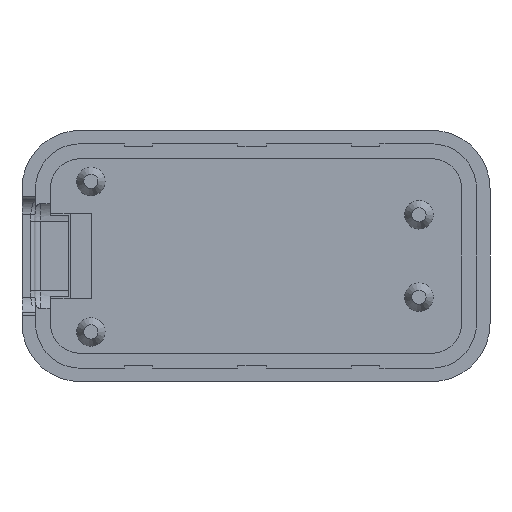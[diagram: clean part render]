
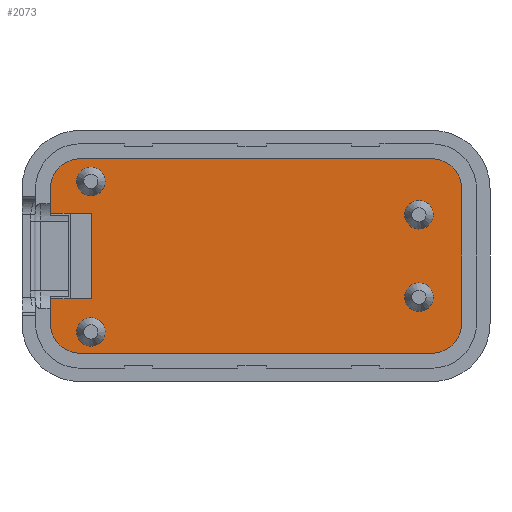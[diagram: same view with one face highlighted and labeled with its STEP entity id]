
A CAD part, front view. The second image highlights one B-rep face of the part: STEP entity #2073.
In plain terms, the highlighted planar face has unit normal (0, -1, 0).
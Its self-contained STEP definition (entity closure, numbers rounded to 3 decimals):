
#18=FACE_BOUND('',#740,.T.);
#19=FACE_BOUND('',#741,.T.);
#20=FACE_BOUND('',#742,.T.);
#21=FACE_BOUND('',#743,.T.);
#39=PLANE('',#2238);
#124=LINE('',#3444,#351);
#146=LINE('',#3531,#373);
#152=LINE('',#3542,#379);
#158=LINE('',#3553,#385);
#159=LINE('',#3556,#386);
#160=LINE('',#3560,#387);
#161=LINE('',#3564,#388);
#162=LINE('',#3568,#389);
#351=VECTOR('',#2437,10.);
#373=VECTOR('',#2535,10.);
#379=VECTOR('',#2545,10.);
#385=VECTOR('',#2557,10.);
#386=VECTOR('',#2560,10.);
#387=VECTOR('',#2563,10.);
#388=VECTOR('',#2566,10.);
#389=VECTOR('',#2569,10.);
#624=FACE_OUTER_BOUND('',#739,.T.);
#739=EDGE_LOOP('',(#1608,#1609,#1610,#1611,#1612,#1613,#1614,#1615,#1616,
#1617,#1618,#1619));
#740=EDGE_LOOP('',(#1620));
#741=EDGE_LOOP('',(#1621));
#742=EDGE_LOOP('',(#1622));
#743=EDGE_LOOP('',(#1623));
#857=CIRCLE('',#2239,2.1);
#858=CIRCLE('',#2240,2.1);
#859=CIRCLE('',#2241,2.1);
#860=CIRCLE('',#2242,2.098);
#861=CIRCLE('',#2243,1.);
#862=CIRCLE('',#2244,1.);
#863=CIRCLE('',#2245,1.);
#864=CIRCLE('',#2246,1.);
#941=VERTEX_POINT('',#3441);
#942=VERTEX_POINT('',#3443);
#968=VERTEX_POINT('',#3528);
#969=VERTEX_POINT('',#3530);
#972=VERTEX_POINT('',#3541);
#975=VERTEX_POINT('',#3555);
#976=VERTEX_POINT('',#3557);
#977=VERTEX_POINT('',#3559);
#978=VERTEX_POINT('',#3561);
#979=VERTEX_POINT('',#3563);
#980=VERTEX_POINT('',#3565);
#981=VERTEX_POINT('',#3567);
#982=VERTEX_POINT('',#3570);
#983=VERTEX_POINT('',#3572);
#984=VERTEX_POINT('',#3574);
#985=VERTEX_POINT('',#3576);
#1159=EDGE_CURVE('',#941,#942,#124,.F.);
#1202=EDGE_CURVE('',#969,#968,#146,.T.);
#1208=EDGE_CURVE('',#972,#969,#152,.T.);
#1214=EDGE_CURVE('',#941,#972,#158,.T.);
#1215=EDGE_CURVE('',#975,#968,#159,.F.);
#1216=EDGE_CURVE('',#976,#975,#857,.F.);
#1217=EDGE_CURVE('',#977,#976,#160,.F.);
#1218=EDGE_CURVE('',#978,#977,#858,.F.);
#1219=EDGE_CURVE('',#979,#978,#161,.F.);
#1220=EDGE_CURVE('',#980,#979,#859,.F.);
#1221=EDGE_CURVE('',#981,#980,#162,.F.);
#1222=EDGE_CURVE('',#942,#981,#860,.F.);
#1223=EDGE_CURVE('',#982,#982,#861,.T.);
#1224=EDGE_CURVE('',#983,#983,#862,.T.);
#1225=EDGE_CURVE('',#984,#984,#863,.T.);
#1226=EDGE_CURVE('',#985,#985,#864,.T.);
#1608=ORIENTED_EDGE('',*,*,#1214,.T.);
#1609=ORIENTED_EDGE('',*,*,#1208,.T.);
#1610=ORIENTED_EDGE('',*,*,#1202,.T.);
#1611=ORIENTED_EDGE('',*,*,#1215,.F.);
#1612=ORIENTED_EDGE('',*,*,#1216,.F.);
#1613=ORIENTED_EDGE('',*,*,#1217,.F.);
#1614=ORIENTED_EDGE('',*,*,#1218,.F.);
#1615=ORIENTED_EDGE('',*,*,#1219,.F.);
#1616=ORIENTED_EDGE('',*,*,#1220,.F.);
#1617=ORIENTED_EDGE('',*,*,#1221,.F.);
#1618=ORIENTED_EDGE('',*,*,#1222,.F.);
#1619=ORIENTED_EDGE('',*,*,#1159,.F.);
#1620=ORIENTED_EDGE('',*,*,#1223,.T.);
#1621=ORIENTED_EDGE('',*,*,#1224,.T.);
#1622=ORIENTED_EDGE('',*,*,#1225,.T.);
#1623=ORIENTED_EDGE('',*,*,#1226,.T.);
#2073=ADVANCED_FACE('',(#624,#18,#19,#20,#21),#39,.F.);
#2238=AXIS2_PLACEMENT_3D('',#3554,#2558,#2559);
#2239=AXIS2_PLACEMENT_3D('',#3558,#2561,#2562);
#2240=AXIS2_PLACEMENT_3D('',#3562,#2564,#2565);
#2241=AXIS2_PLACEMENT_3D('',#3566,#2567,#2568);
#2242=AXIS2_PLACEMENT_3D('',#3569,#2570,#2571);
#2243=AXIS2_PLACEMENT_3D('',#3571,#2572,#2573);
#2244=AXIS2_PLACEMENT_3D('',#3573,#2574,#2575);
#2245=AXIS2_PLACEMENT_3D('',#3575,#2576,#2577);
#2246=AXIS2_PLACEMENT_3D('',#3577,#2578,#2579);
#2437=DIRECTION('',(0.,0.,-1.));
#2535=DIRECTION('',(-1.,0.,0.));
#2545=DIRECTION('',(0.,0.,-1.));
#2557=DIRECTION('',(1.,0.,0.));
#2558=DIRECTION('center_axis',(0.,1.,0.));
#2559=DIRECTION('ref_axis',(1.,0.,0.));
#2560=DIRECTION('',(0.,0.,-1.));
#2561=DIRECTION('center_axis',(0.,-1.,0.));
#2562=DIRECTION('ref_axis',(0.,0.,-1.));
#2563=DIRECTION('',(1.,0.,0.));
#2564=DIRECTION('center_axis',(0.,-1.,0.));
#2565=DIRECTION('ref_axis',(1.,0.,0.));
#2566=DIRECTION('',(0.,0.,1.));
#2567=DIRECTION('center_axis',(0.,-1.,0.));
#2568=DIRECTION('ref_axis',(0.,0.,1.));
#2569=DIRECTION('',(-1.,0.,0.));
#2570=DIRECTION('center_axis',(0.,-1.,0.));
#2571=DIRECTION('ref_axis',(-1.,0.,-0.001));
#2572=DIRECTION('center_axis',(0.,1.,0.));
#2573=DIRECTION('ref_axis',(-1.,0.,0.));
#2574=DIRECTION('center_axis',(0.,1.,0.));
#2575=DIRECTION('ref_axis',(-1.,0.,0.));
#2576=DIRECTION('center_axis',(0.,1.,0.));
#2577=DIRECTION('ref_axis',(-1.,0.,0.));
#2578=DIRECTION('center_axis',(0.,1.,0.));
#2579=DIRECTION('ref_axis',(-1.,0.,0.));
#3441=CARTESIAN_POINT('',(-1.35,2.5,-3.75));
#3443=CARTESIAN_POINT('',(-1.35,2.5,-2.001));
#3444=CARTESIAN_POINT('',(-1.35,2.5,-9.125));
#3528=CARTESIAN_POINT('',(-1.35,2.5,-9.75));
#3530=CARTESIAN_POINT('',(1.55,2.5,-9.75));
#3531=CARTESIAN_POINT('',(6.962,2.5,-9.75));
#3541=CARTESIAN_POINT('',(1.55,2.5,-3.75));
#3542=CARTESIAN_POINT('',(1.55,2.5,-6.75));
#3553=CARTESIAN_POINT('',(6.962,2.5,-3.75));
#3554=CARTESIAN_POINT('Origin',(13.125,2.5,-6.75));
#3555=CARTESIAN_POINT('',(-1.35,2.5,-11.5));
#3556=CARTESIAN_POINT('',(-1.35,2.5,-9.125));
#3557=CARTESIAN_POINT('',(0.75,2.5,-13.6));
#3558=CARTESIAN_POINT('Origin',(0.75,2.5,-11.5));
#3559=CARTESIAN_POINT('',(25.5,2.5,-13.6));
#3560=CARTESIAN_POINT('',(19.312,2.5,-13.6));
#3561=CARTESIAN_POINT('',(27.6,2.5,-11.5));
#3562=CARTESIAN_POINT('Origin',(25.5,2.5,-11.5));
#3563=CARTESIAN_POINT('',(27.6,2.5,-2.));
#3564=CARTESIAN_POINT('',(27.6,2.5,-4.375));
#3565=CARTESIAN_POINT('',(25.5,2.5,0.1));
#3566=CARTESIAN_POINT('Origin',(25.5,2.5,-2.));
#3567=CARTESIAN_POINT('',(0.751,2.5,0.1));
#3568=CARTESIAN_POINT('',(6.938,2.5,0.1));
#3569=CARTESIAN_POINT('Origin',(0.748,2.5,-1.998));
#3570=CARTESIAN_POINT('',(25.6,2.5,-9.65));
#3571=CARTESIAN_POINT('Origin',(24.6,2.5,-9.65));
#3572=CARTESIAN_POINT('',(2.5,2.5,-1.5));
#3573=CARTESIAN_POINT('Origin',(1.5,2.5,-1.5));
#3574=CARTESIAN_POINT('',(25.6,2.5,-3.85));
#3575=CARTESIAN_POINT('Origin',(24.6,2.5,-3.85));
#3576=CARTESIAN_POINT('',(2.5,2.5,-12.1));
#3577=CARTESIAN_POINT('Origin',(1.5,2.5,-12.1));
